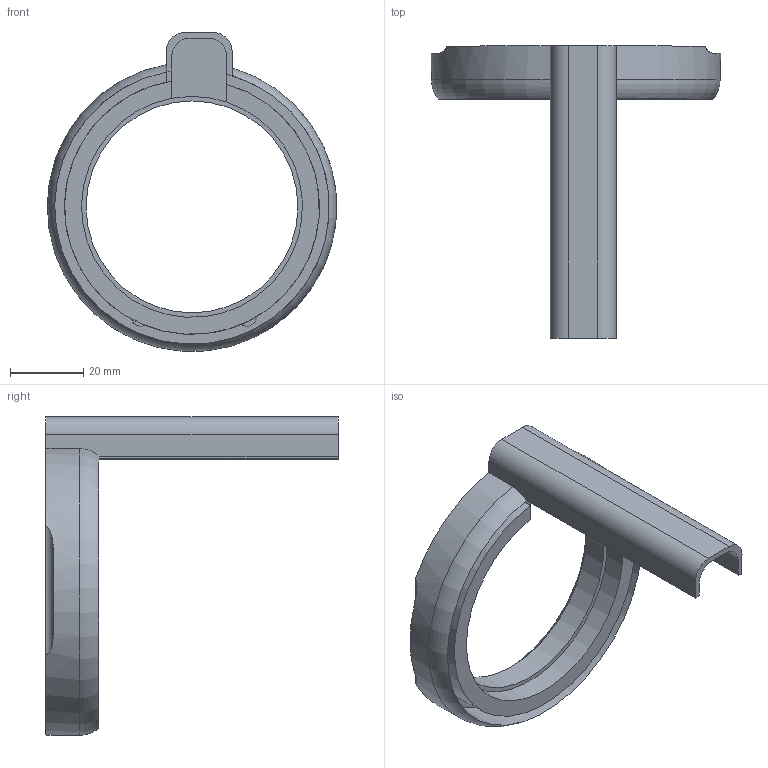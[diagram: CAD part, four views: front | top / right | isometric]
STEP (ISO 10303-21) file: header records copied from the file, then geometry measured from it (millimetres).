
FILE_DESCRIPTION(/* description */ (''),/* implementation_level */ '2;1');
FILE_NAME(/* name */ 'cable_guide.step',/* time_stamp */ '2023-12-29T20:59:33+01:00',/* author */ (''),/* organization */ (''),/* preprocessor_version */ 'ST-DEVELOPER v20',/* originating_system */ 'Autodesk Translation Framework v12.14.0.127',/* authorisation */ '');
FILE_SCHEMA (('AUTOMOTIVE_DESIGN { 1 0 10303 214 3 1 1 }'));
Length unit declared in the file: millimetre
Products named in the file (1): Cable guide
Bounding box: 79.2 x 80 x 87.26 mm (x, y, z)
Volume: 26623.3 mm3; surface area: 20808.6 mm2
Topology: 1 solids, 1 shells, 38 faces, 98 edges, 63 vertices
Faces by surface type: plane 21, cylinder 15, torus 1, cone 1
Full cylindrical faces by diameter (mm): 5.352 x2, 8.5 x1, 58 x1
Entity records: 1256 total; most frequent: CARTESIAN_POINT 262, DIRECTION 213, ORIENTED_EDGE 196, EDGE_CURVE 98, AXIS2_PLACEMENT_3D 82, VERTEX_POINT 63, LINE 49, VECTOR 49
